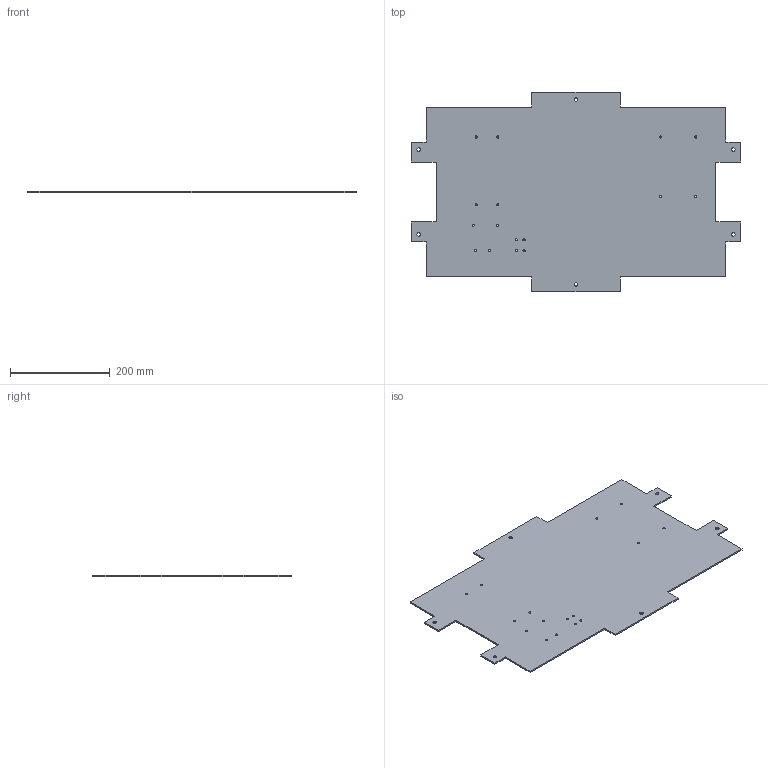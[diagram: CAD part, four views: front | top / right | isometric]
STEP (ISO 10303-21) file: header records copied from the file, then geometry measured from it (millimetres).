
FILE_DESCRIPTION(('FreeCAD Model'),'2;1');
FILE_NAME('Open CASCADE Shape Model','2022-04-02T19:49:20',('Author'),( ''),'Open CASCADE STEP processor 7.5','FreeCAD','Unknown');
FILE_SCHEMA(('AUTOMOTIVE_DESIGN { 1 0 10303 214 1 1 1 1 }'));
Length unit declared in the file: millimetre
Products named in the file (1): Pocket005
Bounding box: 660 x 400 x 3 mm (x, y, z)
Volume: 642650.2 mm3; surface area: 436437.7 mm2
Topology: 1 solids, 1 shells, 52 faces, 150 edges, 100 vertices
Faces by surface type: plane 30, cylinder 22
Full cylindrical faces by diameter (mm): 4.3 x16, 7 x6
Entity records: 3898 total; most frequent: CARTESIAN_POINT 879, DIRECTION 544, LINE 350, VECTOR 350, ORIENTED_EDGE 300, PCURVE 300, DEFINITIONAL_REPRESENTATION 300, EDGE_CURVE 150
